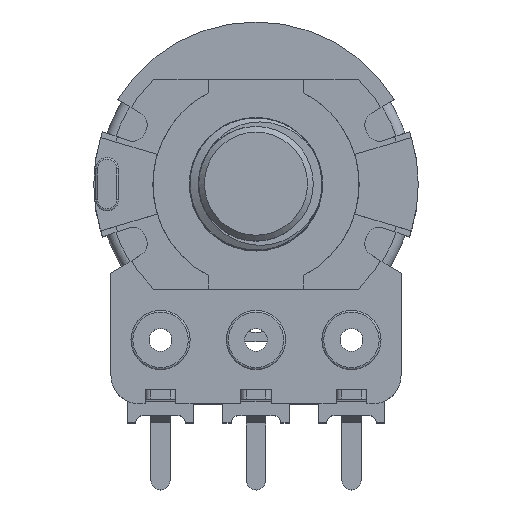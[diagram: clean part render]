
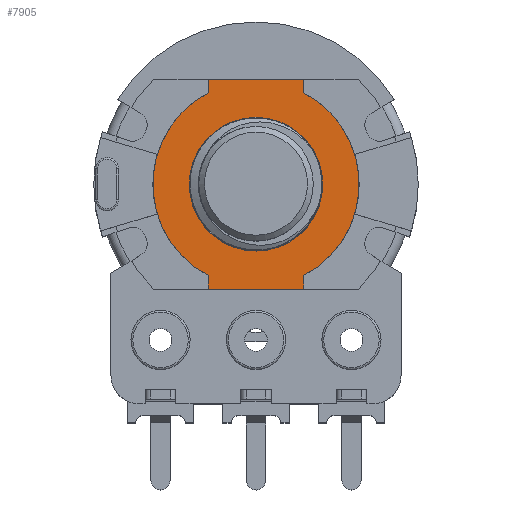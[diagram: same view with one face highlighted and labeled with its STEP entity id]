
A CAD part, top view. The second image highlights one B-rep face of the part: STEP entity #7905.
In plain terms, the highlighted planar face has unit normal (0, 0, 1).
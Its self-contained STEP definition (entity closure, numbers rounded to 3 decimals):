
#36=FACE_BOUND('',#892,.T.);
#112=PLANE('',#8414);
#441=FACE_OUTER_BOUND('',#891,.T.);
#891=EDGE_LOOP('',(#5617,#5618,#5619,#5620,#5621,#5622,#5623,#5624));
#892=EDGE_LOOP('',(#5625));
#1345=CIRCLE('',#8367,3.5);
#1353=CIRCLE('',#8385,5.4);
#1358=CIRCLE('',#8393,5.4);
#1802=LINE('',#13223,#2595);
#1804=LINE('',#13227,#2597);
#1806=LINE('',#13230,#2599);
#1807=LINE('',#13233,#2600);
#1809=LINE('',#13237,#2602);
#1811=LINE('',#13240,#2604);
#2595=VECTOR('',#9388,10.);
#2597=VECTOR('',#9392,10.);
#2599=VECTOR('',#9396,10.);
#2600=VECTOR('',#9399,10.);
#2602=VECTOR('',#9403,10.);
#2604=VECTOR('',#9407,10.);
#3374=VERTEX_POINT('',#13092);
#3400=VERTEX_POINT('',#13161);
#3401=VERTEX_POINT('',#13163);
#3407=VERTEX_POINT('',#13181);
#3408=VERTEX_POINT('',#13183);
#3419=VERTEX_POINT('',#13222);
#3420=VERTEX_POINT('',#13226);
#3421=VERTEX_POINT('',#13232);
#3422=VERTEX_POINT('',#13236);
#4191=EDGE_CURVE('',#3374,#3374,#1345,.T.);
#4224=EDGE_CURVE('',#3401,#3400,#1353,.T.);
#4234=EDGE_CURVE('',#3408,#3407,#1358,.T.);
#4254=EDGE_CURVE('',#3400,#3419,#1802,.T.);
#4256=EDGE_CURVE('',#3419,#3420,#1804,.T.);
#4258=EDGE_CURVE('',#3420,#3408,#1806,.T.);
#4259=EDGE_CURVE('',#3407,#3421,#1807,.T.);
#4261=EDGE_CURVE('',#3422,#3421,#1809,.T.);
#4263=EDGE_CURVE('',#3422,#3401,#1811,.T.);
#5617=ORIENTED_EDGE('',*,*,#4263,.T.);
#5618=ORIENTED_EDGE('',*,*,#4224,.T.);
#5619=ORIENTED_EDGE('',*,*,#4254,.T.);
#5620=ORIENTED_EDGE('',*,*,#4256,.T.);
#5621=ORIENTED_EDGE('',*,*,#4258,.T.);
#5622=ORIENTED_EDGE('',*,*,#4234,.T.);
#5623=ORIENTED_EDGE('',*,*,#4259,.T.);
#5624=ORIENTED_EDGE('',*,*,#4261,.F.);
#5625=ORIENTED_EDGE('',*,*,#4191,.T.);
#7905=ADVANCED_FACE('',(#441,#36),#112,.T.);
#8367=AXIS2_PLACEMENT_3D('',#13094,#9262,#9263);
#8385=AXIS2_PLACEMENT_3D('',#13164,#9323,#9324);
#8393=AXIS2_PLACEMENT_3D('',#13184,#9344,#9345);
#8414=AXIS2_PLACEMENT_3D('',#13241,#9408,#9409);
#9262=DIRECTION('center_axis',(0.,0.,-1.));
#9263=DIRECTION('ref_axis',(-1.,0.,0.));
#9323=DIRECTION('center_axis',(0.,0.,1.));
#9324=DIRECTION('ref_axis',(-0.463,0.886,0.));
#9344=DIRECTION('center_axis',(0.,0.,1.));
#9345=DIRECTION('ref_axis',(0.463,-0.886,0.));
#9388=DIRECTION('',(0.,-1.,0.));
#9392=DIRECTION('',(1.,0.,0.));
#9396=DIRECTION('',(0.,1.,0.));
#9399=DIRECTION('',(0.,1.,0.));
#9403=DIRECTION('',(1.,0.,0.));
#9407=DIRECTION('',(0.,-1.,0.));
#9408=DIRECTION('center_axis',(0.,0.,1.));
#9409=DIRECTION('ref_axis',(1.,0.,0.));
#13092=CARTESIAN_POINT('',(3.5,0.,10.7));
#13094=CARTESIAN_POINT('Origin',(0.,0.,10.7));
#13161=CARTESIAN_POINT('',(-2.5,-4.786,10.7));
#13163=CARTESIAN_POINT('',(-2.5,4.786,10.7));
#13164=CARTESIAN_POINT('Origin',(0.,0.,10.7));
#13181=CARTESIAN_POINT('',(2.5,4.786,10.7));
#13183=CARTESIAN_POINT('',(2.5,-4.786,10.7));
#13184=CARTESIAN_POINT('Origin',(0.,0.,10.7));
#13222=CARTESIAN_POINT('',(-2.5,-5.5,10.7));
#13223=CARTESIAN_POINT('',(-2.5,-4.786,10.7));
#13226=CARTESIAN_POINT('',(2.5,-5.5,10.7));
#13227=CARTESIAN_POINT('',(-10.,-5.5,10.7));
#13230=CARTESIAN_POINT('',(2.5,-5.5,10.7));
#13232=CARTESIAN_POINT('',(2.5,5.5,10.7));
#13233=CARTESIAN_POINT('',(2.5,4.786,10.7));
#13236=CARTESIAN_POINT('',(-2.5,5.5,10.7));
#13237=CARTESIAN_POINT('',(-10.,5.5,10.7));
#13240=CARTESIAN_POINT('',(-2.5,5.5,10.7));
#13241=CARTESIAN_POINT('Origin',(0.,0.,10.7));
